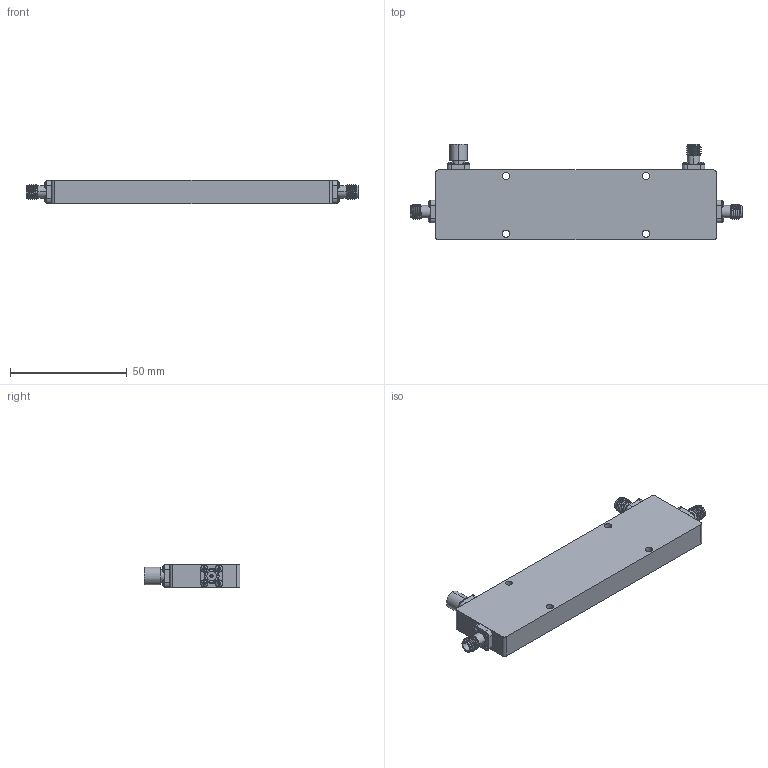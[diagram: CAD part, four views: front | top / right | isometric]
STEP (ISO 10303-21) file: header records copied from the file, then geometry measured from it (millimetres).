
FILE_DESCRIPTION (( 'STEP AP214' ), '1' );
FILE_NAME ('MC053S-20_3D.STEP', '2021-08-11T23:36:05', ( '' ), ( '' ), 'SwSTEP 2.0', 'SolidWorks 2021', '' );
FILE_SCHEMA (( 'AUTOMOTIVE_DESIGN' ));
Length unit declared in the file: inch
Products named in the file (7): SMA F PNL MNT(.25X.25); SMA F PNL(.25X.25)_1W; MC053S-20; SMA F PNL(.25X.25); SMA F PNL MNT(.25X.25)_1W; M1.4 SCREW; MC053S-20_3D
Assembly tree (15 placements, depth 3):
  MC053S-20_3D
    MC053S-20
    SMA F PNL MNT(.25X.25)  x3
      SMA F PNL(.25X.25)
      M1.4 SCREW
    SMA F PNL MNT(.25X.25)_1W
      SMA F PNL(.25X.25)_1W
      M1.4 SCREW  x4
Bounding box: 142.19 x 41.07 x 10.21 mm (x, y, z)
Volume: 38254.7 mm3; surface area: 13266.5 mm2
Topology: 21 solids, 21 shells, 1223 faces, 3188 edges, 2100 vertices
Faces by surface type: plane 648, bspline 247, cylinder 188, cone 76, torus 64
Entity records: 43967 total; most frequent: CARTESIAN_POINT 19255, ORIENTED_EDGE 3872, DIRECTION 2549, EDGE_CURVE 1936, VERTEX_POINT 1288, VECTOR 1279, LINE 1279, EDGE_LOOP 820
